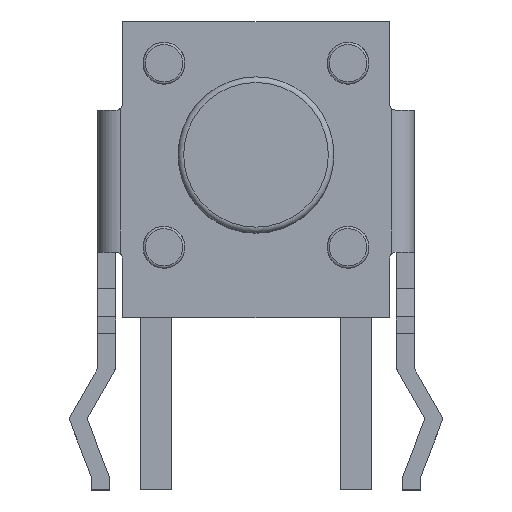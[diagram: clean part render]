
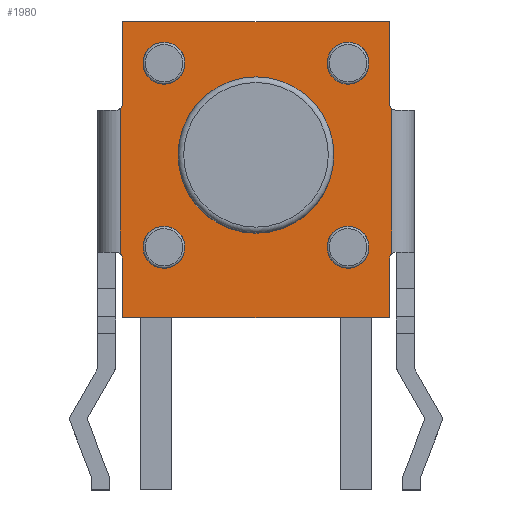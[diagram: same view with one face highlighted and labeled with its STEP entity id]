
A CAD part, top view. The second image highlights one B-rep face of the part: STEP entity #1980.
In plain terms, the highlighted planar face has unit normal (0, 0, 1).
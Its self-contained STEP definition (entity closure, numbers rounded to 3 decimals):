
#17=FACE_BOUND('',#226,.T.);
#18=FACE_BOUND('',#227,.T.);
#19=FACE_BOUND('',#228,.T.);
#20=FACE_BOUND('',#229,.T.);
#21=FACE_BOUND('',#230,.T.);
#24=PLANE('',#2121);
#118=FACE_OUTER_BOUND('',#225,.T.);
#225=EDGE_LOOP('',(#1389,#1390,#1391,#1392,#1393,#1394,#1395,#1396,#1397,
#1398,#1399,#1400));
#226=EDGE_LOOP('',(#1401));
#227=EDGE_LOOP('',(#1402));
#228=EDGE_LOOP('',(#1403));
#229=EDGE_LOOP('',(#1404));
#230=EDGE_LOOP('',(#1405));
#336=LINE('',#2882,#575);
#337=LINE('',#2884,#576);
#338=LINE('',#2886,#577);
#339=LINE('',#2890,#578);
#340=LINE('',#2894,#579);
#341=LINE('',#2896,#580);
#342=LINE('',#2898,#581);
#343=LINE('',#2901,#582);
#575=VECTOR('',#2315,1.829);
#576=VECTOR('',#2316,5.994);
#577=VECTOR('',#2317,1.829);
#578=VECTOR('',#2320,3.278);
#579=VECTOR('',#2323,1.321);
#580=VECTOR('',#2324,5.994);
#581=VECTOR('',#2325,1.321);
#582=VECTOR('',#2328,3.278);
#837=CIRCLE('',#2122,0.152);
#838=CIRCLE('',#2123,0.152);
#839=CIRCLE('',#2124,0.152);
#840=CIRCLE('',#2125,0.152);
#841=CIRCLE('',#2126,0.47);
#842=CIRCLE('',#2127,0.47);
#843=CIRCLE('',#2128,0.47);
#844=CIRCLE('',#2129,0.47);
#845=CIRCLE('',#2130,1.753);
#889=VERTEX_POINT('',#2878);
#890=VERTEX_POINT('',#2879);
#891=VERTEX_POINT('',#2881);
#892=VERTEX_POINT('',#2883);
#893=VERTEX_POINT('',#2885);
#894=VERTEX_POINT('',#2887);
#895=VERTEX_POINT('',#2889);
#896=VERTEX_POINT('',#2891);
#897=VERTEX_POINT('',#2893);
#898=VERTEX_POINT('',#2895);
#899=VERTEX_POINT('',#2897);
#900=VERTEX_POINT('',#2899);
#901=VERTEX_POINT('',#2902);
#902=VERTEX_POINT('',#2904);
#903=VERTEX_POINT('',#2906);
#904=VERTEX_POINT('',#2908);
#905=VERTEX_POINT('',#2910);
#1088=EDGE_CURVE('',#889,#890,#837,.T.);
#1089=EDGE_CURVE('',#890,#891,#336,.T.);
#1090=EDGE_CURVE('',#891,#892,#337,.T.);
#1091=EDGE_CURVE('',#892,#893,#338,.T.);
#1092=EDGE_CURVE('',#893,#894,#838,.T.);
#1093=EDGE_CURVE('',#894,#895,#339,.T.);
#1094=EDGE_CURVE('',#895,#896,#839,.T.);
#1095=EDGE_CURVE('',#896,#897,#340,.T.);
#1096=EDGE_CURVE('',#897,#898,#341,.T.);
#1097=EDGE_CURVE('',#898,#899,#342,.T.);
#1098=EDGE_CURVE('',#899,#900,#840,.T.);
#1099=EDGE_CURVE('',#900,#889,#343,.T.);
#1100=EDGE_CURVE('',#901,#901,#841,.T.);
#1101=EDGE_CURVE('',#902,#902,#842,.T.);
#1102=EDGE_CURVE('',#903,#903,#843,.T.);
#1103=EDGE_CURVE('',#904,#904,#844,.T.);
#1104=EDGE_CURVE('',#905,#905,#845,.T.);
#1389=ORIENTED_EDGE('',*,*,#1088,.T.);
#1390=ORIENTED_EDGE('',*,*,#1089,.T.);
#1391=ORIENTED_EDGE('',*,*,#1090,.T.);
#1392=ORIENTED_EDGE('',*,*,#1091,.T.);
#1393=ORIENTED_EDGE('',*,*,#1092,.T.);
#1394=ORIENTED_EDGE('',*,*,#1093,.T.);
#1395=ORIENTED_EDGE('',*,*,#1094,.T.);
#1396=ORIENTED_EDGE('',*,*,#1095,.T.);
#1397=ORIENTED_EDGE('',*,*,#1096,.T.);
#1398=ORIENTED_EDGE('',*,*,#1097,.T.);
#1399=ORIENTED_EDGE('',*,*,#1098,.T.);
#1400=ORIENTED_EDGE('',*,*,#1099,.T.);
#1401=ORIENTED_EDGE('',*,*,#1100,.F.);
#1402=ORIENTED_EDGE('',*,*,#1101,.F.);
#1403=ORIENTED_EDGE('',*,*,#1102,.F.);
#1404=ORIENTED_EDGE('',*,*,#1103,.F.);
#1405=ORIENTED_EDGE('',*,*,#1104,.F.);
#1980=ADVANCED_FACE('',(#118,#17,#18,#19,#20,#21),#24,.T.);
#2121=AXIS2_PLACEMENT_3D('',#2877,#2311,#2312);
#2122=AXIS2_PLACEMENT_3D('',#2880,#2313,#2314);
#2123=AXIS2_PLACEMENT_3D('',#2888,#2318,#2319);
#2124=AXIS2_PLACEMENT_3D('',#2892,#2321,#2322);
#2125=AXIS2_PLACEMENT_3D('',#2900,#2326,#2327);
#2126=AXIS2_PLACEMENT_3D('',#2903,#2329,#2330);
#2127=AXIS2_PLACEMENT_3D('',#2905,#2331,#2332);
#2128=AXIS2_PLACEMENT_3D('',#2907,#2333,#2334);
#2129=AXIS2_PLACEMENT_3D('',#2909,#2335,#2336);
#2130=AXIS2_PLACEMENT_3D('',#2911,#2337,#2338);
#2311=DIRECTION('center_axis',(0.,0.,1.));
#2312=DIRECTION('ref_axis',(1.,0.,0.));
#2313=DIRECTION('center_axis',(0.,0.,-1.));
#2314=DIRECTION('ref_axis',(-0.667,-0.745,0.));
#2315=DIRECTION('',(0.,1.,0.));
#2316=DIRECTION('',(-1.,0.,0.));
#2317=DIRECTION('',(0.,-1.,0.));
#2318=DIRECTION('center_axis',(0.,0.,-1.));
#2319=DIRECTION('ref_axis',(1.,0.,0.));
#2320=DIRECTION('',(0.,-1.,0.));
#2321=DIRECTION('center_axis',(0.,0.,-1.));
#2322=DIRECTION('ref_axis',(0.667,0.745,0.));
#2323=DIRECTION('',(0.,-1.,0.));
#2324=DIRECTION('',(1.,0.,0.));
#2325=DIRECTION('',(0.,1.,0.));
#2326=DIRECTION('center_axis',(0.,0.,-1.));
#2327=DIRECTION('ref_axis',(-1.,0.,0.));
#2328=DIRECTION('',(0.,1.,0.));
#2329=DIRECTION('center_axis',(0.,0.,1.));
#2330=DIRECTION('ref_axis',(-1.,0.,0.));
#2331=DIRECTION('center_axis',(0.,0.,1.));
#2332=DIRECTION('ref_axis',(-1.,0.,0.));
#2333=DIRECTION('center_axis',(0.,0.,1.));
#2334=DIRECTION('ref_axis',(-1.,0.,0.));
#2335=DIRECTION('center_axis',(0.,0.,1.));
#2336=DIRECTION('ref_axis',(-1.,0.,0.));
#2337=DIRECTION('center_axis',(0.,0.,1.));
#2338=DIRECTION('ref_axis',(0.,1.,0.));
#2877=CARTESIAN_POINT('Origin',(0.,0.,0.));
#2878=CARTESIAN_POINT('',(3.048,1.055,0.));
#2879=CARTESIAN_POINT('',(2.997,1.168,0.));
#2880=CARTESIAN_POINT('Origin',(3.15,1.168,0.));
#2881=CARTESIAN_POINT('',(2.997,2.997,0.));
#2882=CARTESIAN_POINT('',(2.997,1.168,0.));
#2883=CARTESIAN_POINT('',(-2.997,2.997,0.));
#2884=CARTESIAN_POINT('',(2.997,2.997,0.));
#2885=CARTESIAN_POINT('',(-2.997,1.168,0.));
#2886=CARTESIAN_POINT('',(-2.997,2.997,0.));
#2887=CARTESIAN_POINT('',(-3.048,1.055,0.));
#2888=CARTESIAN_POINT('Origin',(-3.15,1.168,0.));
#2889=CARTESIAN_POINT('',(-3.048,-2.223,0.));
#2890=CARTESIAN_POINT('',(-3.048,1.055,0.));
#2891=CARTESIAN_POINT('',(-2.997,-2.337,0.));
#2892=CARTESIAN_POINT('Origin',(-3.15,-2.337,0.));
#2893=CARTESIAN_POINT('',(-2.997,-3.658,0.));
#2894=CARTESIAN_POINT('',(-2.997,-2.337,0.));
#2895=CARTESIAN_POINT('',(2.997,-3.658,0.));
#2896=CARTESIAN_POINT('',(-2.997,-3.658,0.));
#2897=CARTESIAN_POINT('',(2.997,-2.337,0.));
#2898=CARTESIAN_POINT('',(2.997,-3.658,0.));
#2899=CARTESIAN_POINT('',(3.048,-2.223,0.));
#2900=CARTESIAN_POINT('Origin',(3.15,-2.337,0.));
#2901=CARTESIAN_POINT('',(3.048,-2.223,0.));
#2902=CARTESIAN_POINT('',(1.6,2.07,0.));
#2903=CARTESIAN_POINT('Origin',(2.07,2.07,0.));
#2904=CARTESIAN_POINT('',(-2.54,2.07,0.));
#2905=CARTESIAN_POINT('Origin',(-2.07,2.07,0.));
#2906=CARTESIAN_POINT('',(1.6,-2.07,0.));
#2907=CARTESIAN_POINT('Origin',(2.07,-2.07,0.));
#2908=CARTESIAN_POINT('',(-2.54,-2.07,0.));
#2909=CARTESIAN_POINT('Origin',(-2.07,-2.07,0.));
#2910=CARTESIAN_POINT('',(0.,1.753,0.));
#2911=CARTESIAN_POINT('Origin',(0.,0.,0.));
